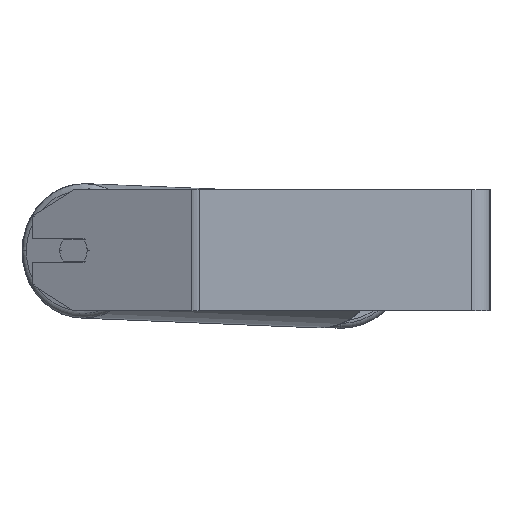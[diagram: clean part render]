
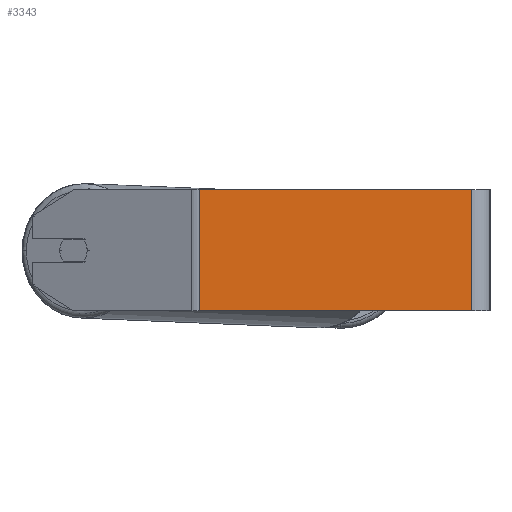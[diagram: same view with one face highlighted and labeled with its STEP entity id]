
A CAD part, left-side view. The second image highlights one B-rep face of the part: STEP entity #3343.
In plain terms, the highlighted planar face has unit normal (-1, 0, 0).
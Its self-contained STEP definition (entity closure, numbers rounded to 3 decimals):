
#60 = EDGE_CURVE ( 'NONE', #2742, #8249, #5298, .T. ) ;
#169 = ORIENTED_EDGE ( 'NONE', *, *, #6629, .F. ) ;
#179 = CARTESIAN_POINT ( 'NONE',  ( -620., 192.069, 40. ) ) ;
#219 = EDGE_LOOP ( 'NONE', ( #4616, #1016, #169, #3826 ) ) ;
#265 = CARTESIAN_POINT ( 'NONE',  ( -620., 12., -40. ) ) ;
#1016 = ORIENTED_EDGE ( 'NONE', *, *, #60, .F. ) ;
#1141 = DIRECTION ( 'NONE',  ( 0., -1., 0. ) ) ;
#1236 = CARTESIAN_POINT ( 'NONE',  ( -620., 194.729, -40. ) ) ;
#1512 = VERTEX_POINT ( 'NONE', #8362 ) ;
#1755 = LINE ( 'NONE', #7820, #7027 ) ;
#1822 = EDGE_CURVE ( 'NONE', #1512, #2855, #6889, .T. ) ;
#1896 = CARTESIAN_POINT ( 'NONE',  ( -620., 12., 40. ) ) ;
#1943 = CARTESIAN_POINT ( 'NONE',  ( -620., 12., 40. ) ) ;
#2055 = EDGE_CURVE ( 'NONE', #2855, #8249, #8090, .T. ) ;
#2742 = VERTEX_POINT ( 'NONE', #1943 ) ;
#2855 = VERTEX_POINT ( 'NONE', #4906 ) ;
#3343 = ADVANCED_FACE ( 'NONE', ( #4455 ), #5211, .F. ) ;
#3826 = ORIENTED_EDGE ( 'NONE', *, *, #1822, .T. ) ;
#4214 = AXIS2_PLACEMENT_3D ( 'NONE', #6491, #8521, #6535 ) ;
#4455 = FACE_OUTER_BOUND ( 'NONE', #219, .T. ) ;
#4616 = ORIENTED_EDGE ( 'NONE', *, *, #2055, .T. ) ;
#4906 = CARTESIAN_POINT ( 'NONE',  ( -620., 192.069, -40. ) ) ;
#5203 = VECTOR ( 'NONE', #1141, 1000. ) ;
#5211 = PLANE ( 'NONE',  #4214 ) ;
#5298 = LINE ( 'NONE', #1896, #5439 ) ;
#5439 = VECTOR ( 'NONE', #7340, 1000. ) ;
#6060 = VECTOR ( 'NONE', #7681, 1000. ) ;
#6491 = CARTESIAN_POINT ( 'NONE',  ( -620., 194.729, 40. ) ) ;
#6535 = DIRECTION ( 'NONE',  ( 0., 0., -1. ) ) ;
#6629 = EDGE_CURVE ( 'NONE', #1512, #2742, #1755, .T. ) ;
#6889 = LINE ( 'NONE', #179, #6060 ) ;
#7027 = VECTOR ( 'NONE', #7959, 1000. ) ;
#7340 = DIRECTION ( 'NONE',  ( 0., 0., -1. ) ) ;
#7681 = DIRECTION ( 'NONE',  ( 0., 0., -1. ) ) ;
#7820 = CARTESIAN_POINT ( 'NONE',  ( -620., 194.729, 40. ) ) ;
#7959 = DIRECTION ( 'NONE',  ( 0., -1., 0. ) ) ;
#8090 = LINE ( 'NONE', #1236, #5203 ) ;
#8249 = VERTEX_POINT ( 'NONE', #265 ) ;
#8362 = CARTESIAN_POINT ( 'NONE',  ( -620., 192.069, 40. ) ) ;
#8521 = DIRECTION ( 'NONE',  ( 1., 0., 0. ) ) ;
